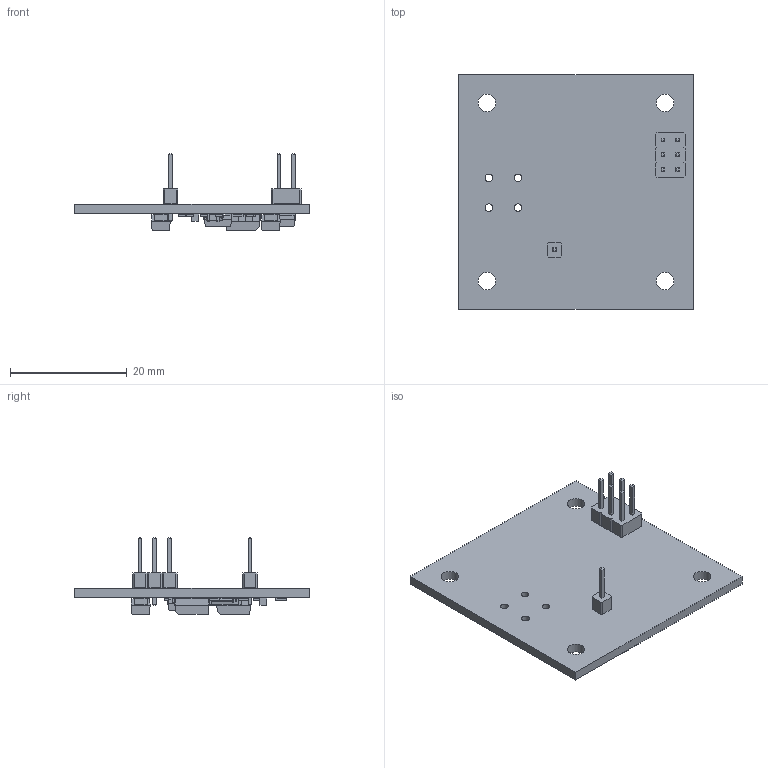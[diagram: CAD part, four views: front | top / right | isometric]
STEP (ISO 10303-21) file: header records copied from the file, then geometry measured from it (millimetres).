
FILE_DESCRIPTION(('KiCad electronic assembly'),'2;1');
FILE_NAME('SOLARMINI01B.step','2022-04-06T13:12:49',('Pcbnew'),('Kicad') ,'Open CASCADE STEP processor 7.5','KiCad to STEP converter','Unknown' );
FILE_SCHEMA(('AUTOMOTIVE_DESIGN { 1 0 10303 214 1 1 1 1 }'));
Length unit declared in the file: millimetre
Products named in the file (18): SOLARMINI01B 1; PinHeader_1x01_P2.54mm_Vertical; SOLID; PinHeader_2x03_P2.54mm_Vertical; CP_EIA-6032-28_Kemet-C; R_0805_2012Metric; C_0805_2012Metric; D_SMA; R_1206_3216Metric; TSSOP-8_4.4x3mm_P0.65mm; tmp5e7hpwy7 PCB
Assembly tree (30 placements, depth 3):
  SOLARMINI01B 1
    PinHeader_1x01_P2.54mm_Vertical
      SOLID
    PinHeader_2x03_P2.54mm_Vertical
      SOLID
    CP_EIA-6032-28_Kemet-C  x3
      SOLID
    R_0805_2012Metric  x7
      SOLID
    C_0805_2012Metric  x5
      SOLID
    D_SMA  x2
      SOLID
    R_1206_3216Metric
      SOLID
    TSSOP-8_4.4x3mm_P0.65mm
      SOLID
    tmp5e7hpwy7 PCB
Bounding box: 40.13 x 40.13 x 13.04 mm (x, y, z)
Volume: 2890.4 mm3; surface area: 4445.1 mm2
Topology: 22 solids, 22 shells, 903 faces, 2306 edges, 1480 vertices
Faces by surface type: bspline 882, cylinder 15, plane 6
Full cylindrical faces by diameter (mm): 0.889 x7, 1.3 x4, 3 x4
Entity records: 32774 total; most frequent: CARTESIAN_POINT 12196, B_SPLINE_CURVE_WITH_KNOTS 3329, ORIENTED_EDGE 2520, PCURVE 2520, DEFINITIONAL_REPRESENTATION 2520, EDGE_CURVE 1260, SURFACE_CURVE 1244, VERTEX_POINT 796
